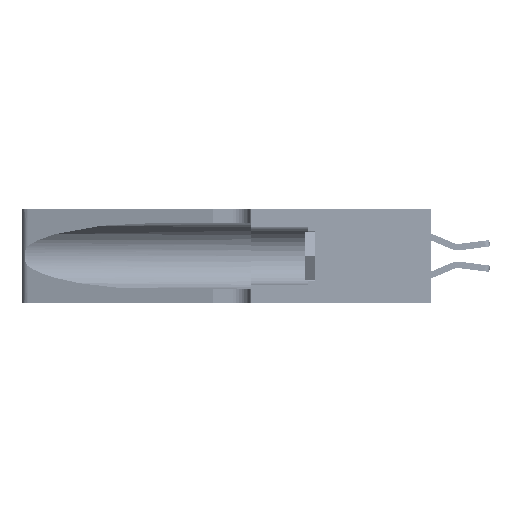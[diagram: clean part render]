
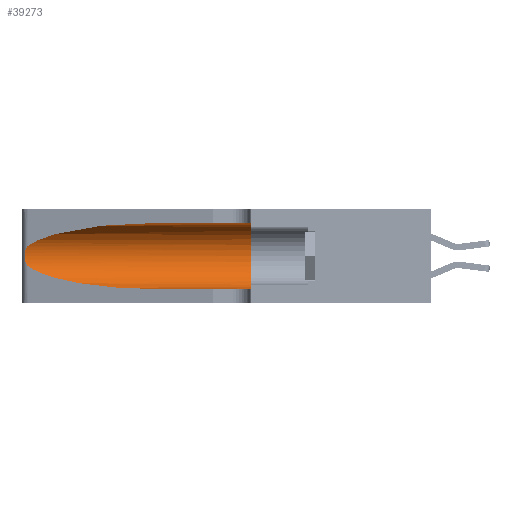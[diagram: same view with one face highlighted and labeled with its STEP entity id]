
A CAD part, left-side view. The second image highlights one B-rep face of the part: STEP entity #39273.
In plain terms, the highlighted cylindrical face has radius 3.308 mm (diameter 6.617 mm), a partial arc.
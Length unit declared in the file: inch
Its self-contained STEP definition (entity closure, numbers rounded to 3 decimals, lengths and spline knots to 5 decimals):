
#1010 = CARTESIAN_POINT ( 'NONE',  ( 0.18966, 0.96281, 0.31525 ) ) ;
#3347 = ORIENTED_EDGE ( 'NONE', *, *, #33180, .F. ) ;
#3764 = CARTESIAN_POINT ( 'NONE',  ( 0.25487, 1.22718, 0.14631 ) ) ;
#4905 = ORIENTED_EDGE ( 'NONE', *, *, #29281, .F. ) ;
#5140 = B_SPLINE_CURVE_WITH_KNOTS ( 'NONE', 3,
 ( #25528, #42049, #12702, #33145, #7684, #16955, #37420, #42236, #20884, #20695, #45978, #55093, #50460, #3764 ),
 .UNSPECIFIED., .F., .F.,
 ( 4, 2, 2, 2, 2, 2, 4 ),
 ( 0., 0.00027, 0.00053, 0.00107, 0.0016, 0.00187, 0.00214 ),
 .UNSPECIFIED. ) ;
#7684 = CARTESIAN_POINT ( 'NONE',  ( 0.25854, 1.2359, 0.20912 ) ) ;
#8546 = AXIS2_PLACEMENT_3D ( 'NONE', #23820, #45175, #19703 ) ;
#9486 = CARTESIAN_POINT ( 'NONE',  ( 0.25487, 1.22718, 0.14631 ) ) ;
#10922 = DIRECTION ( 'NONE',  ( 0., -1., 0. ) ) ;
#12235 = CARTESIAN_POINT ( 'NONE',  ( 0.1305, 1.61858, 0.31525 ) ) ;
#12702 = CARTESIAN_POINT ( 'NONE',  ( 0.25639, 1.23184, 0.21858 ) ) ;
#14609 = CIRCLE ( 'NONE', #8546, 0.13025 ) ;
#15097 = CARTESIAN_POINT ( 'NONE',  ( 0.25487, 1.22718, 0.14631 ) ) ;
#16051 = LINE ( 'NONE', #34070, #16671 ) ;
#16671 = VECTOR ( 'NONE', #46892, 39.37008 ) ;
#16955 = CARTESIAN_POINT ( 'NONE',  ( 0.26018, 1.23835, 0.19895 ) ) ;
#18796 = VERTEX_POINT ( 'NONE', #19441 ) ;
#19361 = EDGE_CURVE ( 'NONE', #34596, #22713, #32051, .T. ) ;
#19441 = CARTESIAN_POINT ( 'NONE',  ( 0.25487, 1.22718, 0.22369 ) ) ;
#19703 = DIRECTION ( 'NONE',  ( 0., 0., 1. ) ) ;
#20695 = CARTESIAN_POINT ( 'NONE',  ( 0.25856, 1.23593, 0.16098 ) ) ;
#20801 = FACE_OUTER_BOUND ( 'NONE', #21038, .T. ) ;
#20833 = ORIENTED_EDGE ( 'NONE', *, *, #28812, .T. ) ;
#20884 = CARTESIAN_POINT ( 'NONE',  ( 0.26017, 1.23833, 0.17102 ) ) ;
#21038 = EDGE_LOOP ( 'NONE', ( #39080, #31525, #36913, #20833, #4905, #3347 ) ) ;
#21123 = EDGE_CURVE ( 'NONE', #18796, #34596, #5140, .T. ) ;
#22501 = VERTEX_POINT ( 'NONE', #33198 ) ;
#22713 = VERTEX_POINT ( 'NONE', #31114 ) ;
#22949 = CARTESIAN_POINT ( 'NONE',  ( 0.18966, 0.96281, 0.05475 ) ) ;
#23820 = CARTESIAN_POINT ( 'NONE',  ( 0.1305, 0.35, 0.185 ) ) ;
#25528 = CARTESIAN_POINT ( 'NONE',  ( 0.25487, 1.22718, 0.22369 ) ) ;
#28120 = CYLINDRICAL_SURFACE ( 'NONE', #28123, 0.13025 ) ;
#28123 = AXIS2_PLACEMENT_3D ( 'NONE', #32102, #10922, #40625 ) ;
#28812 = EDGE_CURVE ( 'NONE', #22713, #22501, #16051, .T. ) ;
#29281 = EDGE_CURVE ( 'NONE', #47276, #22501, #14609, .T. ) ;
#30699 = VERTEX_POINT ( 'NONE', #36593 ) ;
#31114 = CARTESIAN_POINT ( 'NONE',  ( 0.1305, 0.72297, 0.05475 ) ) ;
#31525 = ORIENTED_EDGE ( 'NONE', *, *, #21123, .T. ) ;
#32051 =( BOUNDED_CURVE ( )  B_SPLINE_CURVE ( 3, ( #15097, #53240, #22949, #48404 ),
 .UNSPECIFIED., .F., .F. ) 
 B_SPLINE_CURVE_WITH_KNOTS ( ( 4, 4 ),
 ( 3.44316, 4.71239 ),
 .UNSPECIFIED. ) 
 CURVE ( )  GEOMETRIC_REPRESENTATION_ITEM ( )  RATIONAL_B_SPLINE_CURVE ( ( 1., 0.87, 0.87, 1. ) ) 
 REPRESENTATION_ITEM ( '' )  );
#32102 = CARTESIAN_POINT ( 'NONE',  ( 0.1305, 1.61858, 0.185 ) ) ;
#33145 = CARTESIAN_POINT ( 'NONE',  ( 0.25787, 1.23484, 0.2124 ) ) ;
#33180 = EDGE_CURVE ( 'NONE', #30699, #47276, #38766, .T. ) ;
#33198 = CARTESIAN_POINT ( 'NONE',  ( 0.1305, 0.35, 0.05475 ) ) ;
#34070 = CARTESIAN_POINT ( 'NONE',  ( 0.1305, 1.61858, 0.05475 ) ) ;
#34596 = VERTEX_POINT ( 'NONE', #9486 ) ;
#34755 = VECTOR ( 'NONE', #41954, 39.37008 ) ;
#36593 = CARTESIAN_POINT ( 'NONE',  ( 0.1305, 0.72297, 0.31525 ) ) ;
#36913 = ORIENTED_EDGE ( 'NONE', *, *, #19361, .T. ) ;
#37420 = CARTESIAN_POINT ( 'NONE',  ( 0.26075, 1.23896, 0.19203 ) ) ;
#38765 = CARTESIAN_POINT ( 'NONE',  ( 0.2373, 1.15595, 0.28018 ) ) ;
#38766 = LINE ( 'NONE', #12235, #34755 ) ;
#39080 = ORIENTED_EDGE ( 'NONE', *, *, #47606, .T. ) ;
#39273 = ADVANCED_FACE ( 'NONE', ( #20801 ), #28120, .F. ) ;
#40625 = DIRECTION ( 'NONE',  ( 0., 0., -1. ) ) ;
#41954 = DIRECTION ( 'NONE',  ( 0., -1., 0. ) ) ;
#42049 = CARTESIAN_POINT ( 'NONE',  ( 0.25555, 1.22994, 0.2215 ) ) ;
#42236 = CARTESIAN_POINT ( 'NONE',  ( 0.26075, 1.23896, 0.178 ) ) ;
#43578 = CARTESIAN_POINT ( 'NONE',  ( 0.1305, 0.72297, 0.31525 ) ) ;
#43649 =( BOUNDED_CURVE ( )  B_SPLINE_CURVE ( 3, ( #43578, #1010, #38765, #47694 ),
 .UNSPECIFIED., .F., .T. ) 
 B_SPLINE_CURVE_WITH_KNOTS ( ( 4, 4 ),
 ( 1.5708, 2.84003 ),
 .UNSPECIFIED. ) 
 CURVE ( )  GEOMETRIC_REPRESENTATION_ITEM ( )  RATIONAL_B_SPLINE_CURVE ( ( 1., 0.87, 0.87, 1. ) ) 
 REPRESENTATION_ITEM ( '' )  );
#45175 = DIRECTION ( 'NONE',  ( 0., 1., 0. ) ) ;
#45978 = CARTESIAN_POINT ( 'NONE',  ( 0.25789, 1.23486, 0.15765 ) ) ;
#46030 = CARTESIAN_POINT ( 'NONE',  ( 0.1305, 0.35, 0.31525 ) ) ;
#46892 = DIRECTION ( 'NONE',  ( 0., -1., 0. ) ) ;
#47276 = VERTEX_POINT ( 'NONE', #46030 ) ;
#47606 = EDGE_CURVE ( 'NONE', #30699, #18796, #43649, .T. ) ;
#47694 = CARTESIAN_POINT ( 'NONE',  ( 0.25487, 1.22718, 0.22369 ) ) ;
#48404 = CARTESIAN_POINT ( 'NONE',  ( 0.1305, 0.72297, 0.05475 ) ) ;
#50460 = CARTESIAN_POINT ( 'NONE',  ( 0.25555, 1.22993, 0.14849 ) ) ;
#53240 = CARTESIAN_POINT ( 'NONE',  ( 0.2373, 1.15595, 0.08982 ) ) ;
#55093 = CARTESIAN_POINT ( 'NONE',  ( 0.25639, 1.23186, 0.15144 ) ) ;
